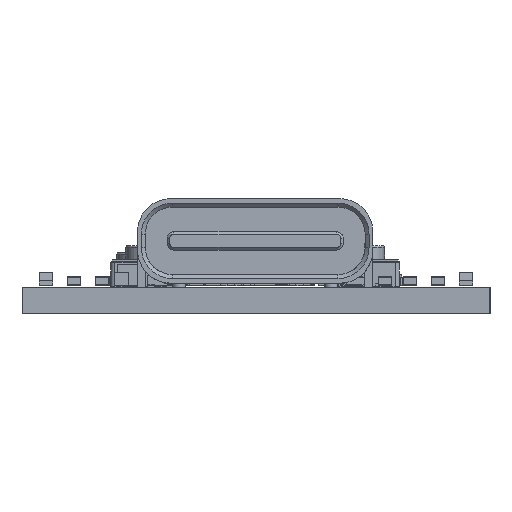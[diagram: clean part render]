
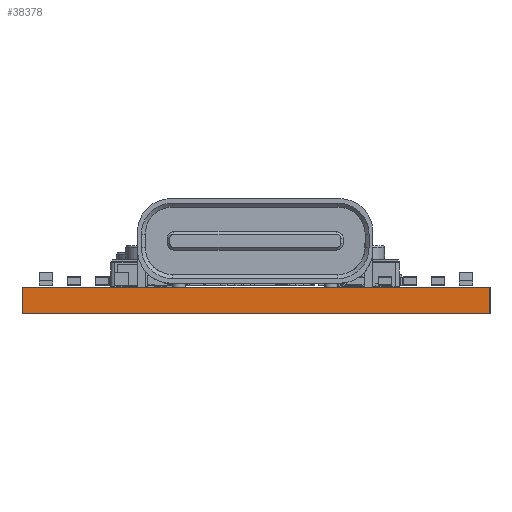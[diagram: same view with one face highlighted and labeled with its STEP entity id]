
A CAD part, left-side view. The second image highlights one B-rep face of the part: STEP entity #38378.
In plain terms, the highlighted planar face has unit normal (-1, 0, 0).
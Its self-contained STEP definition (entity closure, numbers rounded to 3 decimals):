
#38322 = VERTEX_POINT('',#38323);
#38323 = CARTESIAN_POINT('',(0.,0.,1.));
#38329 = EDGE_CURVE('',#38330,#38322,#38332,.T.);
#38330 = VERTEX_POINT('',#38331);
#38331 = CARTESIAN_POINT('',(0.,-0.,0.));
#38332 = LINE('',#38333,#38334);
#38333 = CARTESIAN_POINT('',(0.,-0.,0.));
#38334 = VECTOR('',#38335,1.);
#38335 = DIRECTION('',(0.,0.,1.));
#38378 = ADVANCED_FACE('',(#38379),#38404,.T.);
#38379 = FACE_BOUND('',#38380,.T.);
#38380 = EDGE_LOOP('',(#38381,#38382,#38390,#38398));
#38381 = ORIENTED_EDGE('',*,*,#38329,.T.);
#38382 = ORIENTED_EDGE('',*,*,#38383,.T.);
#38383 = EDGE_CURVE('',#38322,#38384,#38386,.T.);
#38384 = VERTEX_POINT('',#38385);
#38385 = CARTESIAN_POINT('',(0.,17.78,1.));
#38386 = LINE('',#38387,#38388);
#38387 = CARTESIAN_POINT('',(0.,0.,1.));
#38388 = VECTOR('',#38389,1.);
#38389 = DIRECTION('',(0.,1.,0.));
#38390 = ORIENTED_EDGE('',*,*,#38391,.F.);
#38391 = EDGE_CURVE('',#38392,#38384,#38394,.T.);
#38392 = VERTEX_POINT('',#38393);
#38393 = CARTESIAN_POINT('',(0.,17.78,0.));
#38394 = LINE('',#38395,#38396);
#38395 = CARTESIAN_POINT('',(0.,17.78,0.));
#38396 = VECTOR('',#38397,1.);
#38397 = DIRECTION('',(0.,0.,1.));
#38398 = ORIENTED_EDGE('',*,*,#38399,.F.);
#38399 = EDGE_CURVE('',#38330,#38392,#38400,.T.);
#38400 = LINE('',#38401,#38402);
#38401 = CARTESIAN_POINT('',(0.,-0.,0.));
#38402 = VECTOR('',#38403,1.);
#38403 = DIRECTION('',(0.,1.,0.));
#38404 = PLANE('',#38405);
#38405 = AXIS2_PLACEMENT_3D('',#38406,#38407,#38408);
#38406 = CARTESIAN_POINT('',(0.,0.,0.));
#38407 = DIRECTION('',(-1.,0.,0.));
#38408 = DIRECTION('',(0.,1.,0.));
